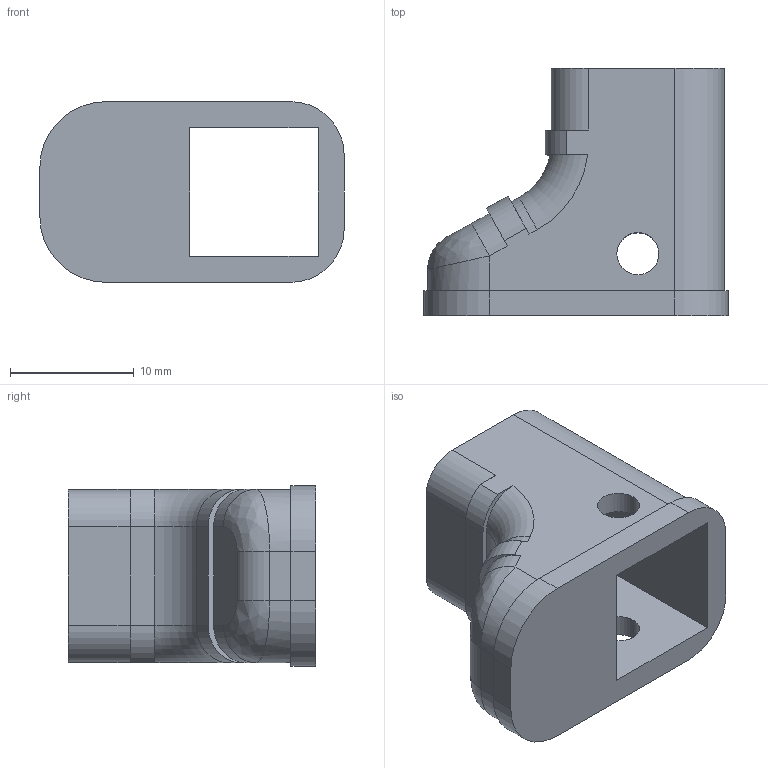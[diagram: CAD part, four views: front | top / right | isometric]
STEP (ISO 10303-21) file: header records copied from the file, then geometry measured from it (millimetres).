
FILE_DESCRIPTION (( 'STEP AP214' ), '1' );
FILE_NAME ('Moon boot.STEP', '2021-06-04T10:45:19', ( '' ), ( '' ), 'SwSTEP 2.0', 'SolidWorks 2016', '' );
FILE_SCHEMA (( 'AUTOMOTIVE_DESIGN' ));
Length unit declared in the file: millimetre
Products named in the file (2): Moon boot
Bounding box: 24.6 x 20 x 14.6 mm (x, y, z)
Volume: 2690.4 mm3; surface area: 2410.6 mm2
Topology: 1 solids, 1 shells, 52 faces, 141 edges, 92 vertices
Faces by surface type: cylinder 24, plane 24, torus 2, bspline 2
Entity records: 1782 total; most frequent: CARTESIAN_POINT 387, DIRECTION 287, ORIENTED_EDGE 282, EDGE_CURVE 141, AXIS2_PLACEMENT_3D 100, VERTEX_POINT 92, VECTOR 87, LINE 87
